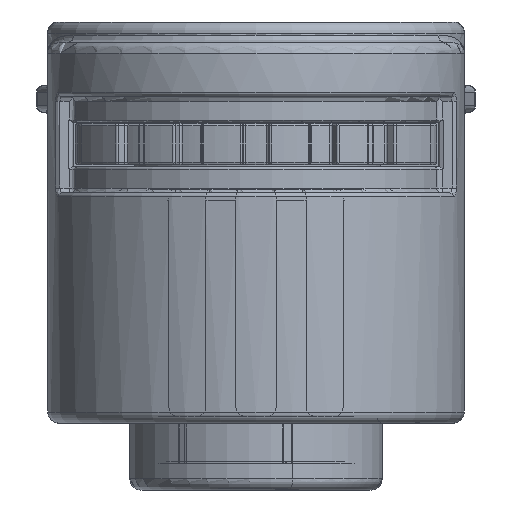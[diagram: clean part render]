
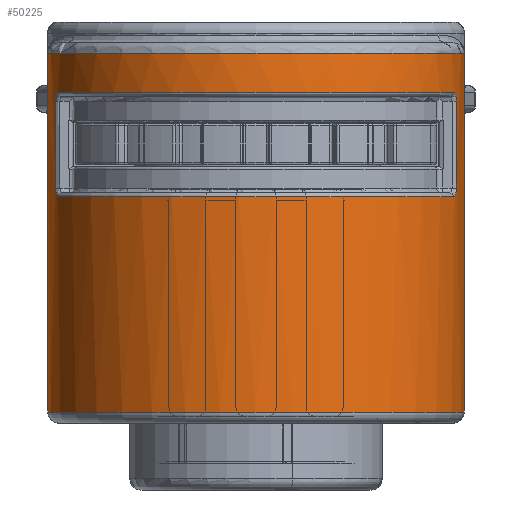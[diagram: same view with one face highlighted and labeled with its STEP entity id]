
A CAD part, front view. The second image highlights one B-rep face of the part: STEP entity #50225.
In plain terms, the highlighted cylindrical face has radius 9.35 mm (diameter 18.7 mm), a partial arc.
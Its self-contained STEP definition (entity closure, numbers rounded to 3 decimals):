
#43292=AXIS2_PLACEMENT_3D('Circle Axis2P3D',#43290,#43291,$) ;
#47461=AXIS2_PLACEMENT_3D('Circle Axis2P3D',#47459,#47460,$) ;
#48778=AXIS2_PLACEMENT_3D('Circle Axis2P3D',#48776,#48777,$) ;
#49237=AXIS2_PLACEMENT_3D('Circle Axis2P3D',#49235,#49236,$) ;
#50199=AXIS2_PLACEMENT_3D('Cylinder Axis2P3D',#50196,#50197,#50198) ;
#43269=CARTESIAN_POINT('Vertex',(19.2,11.523,3.5)) ;
#43290=CARTESIAN_POINT('Axis2P3D Location',(9.85,11.523,3.5)) ;
#43294=CARTESIAN_POINT('Vertex',(0.5,11.523,3.5)) ;
#44242=CARTESIAN_POINT('Vertex',(19.2,11.523,17.201)) ;
#44245=CARTESIAN_POINT('Line Origine',(19.2,11.523,10.351)) ;
#44359=CARTESIAN_POINT('Line Origine',(0.5,11.523,10.351)) ;
#44363=CARTESIAN_POINT('Vertex',(0.5,11.523,17.201)) ;
#45032=CARTESIAN_POINT('Vertex',(0.5,11.523,17.899)) ;
#45035=CARTESIAN_POINT('Line Origine',(0.5,11.523,18.749)) ;
#45039=CARTESIAN_POINT('Vertex',(0.5,11.523,19.6)) ;
#45231=CARTESIAN_POINT('Vertex',(19.2,11.523,19.6)) ;
#45234=CARTESIAN_POINT('Line Origine',(19.2,11.523,18.749)) ;
#45238=CARTESIAN_POINT('Vertex',(19.2,11.523,17.899)) ;
#47039=CARTESIAN_POINT('Control Point',(19.201,11.523,17.25)) ;
#47040=CARTESIAN_POINT('Control Point',(19.201,11.523,17.234)) ;
#47041=CARTESIAN_POINT('Control Point',(19.2,11.523,17.218)) ;
#47042=CARTESIAN_POINT('Control Point',(19.2,11.523,17.201)) ;
#47043=CARTESIAN_POINT('Vertex',(19.201,11.523,17.25)) ;
#47123=CARTESIAN_POINT('Control Point',(0.499,11.523,17.25)) ;
#47124=CARTESIAN_POINT('Control Point',(0.499,11.523,17.234)) ;
#47125=CARTESIAN_POINT('Control Point',(0.5,11.523,17.218)) ;
#47126=CARTESIAN_POINT('Control Point',(0.5,11.523,17.201)) ;
#47127=CARTESIAN_POINT('Vertex',(0.499,11.523,17.25)) ;
#47377=CARTESIAN_POINT('Control Point',(0.5,11.523,17.899)) ;
#47378=CARTESIAN_POINT('Control Point',(0.5,11.523,17.882)) ;
#47379=CARTESIAN_POINT('Control Point',(0.499,11.523,17.866)) ;
#47380=CARTESIAN_POINT('Control Point',(0.499,11.523,17.85)) ;
#47381=CARTESIAN_POINT('Vertex',(0.5,11.523,17.85)) ;
#47459=CARTESIAN_POINT('Axis2P3D Location',(9.85,11.523,19.6)) ;
#47820=CARTESIAN_POINT('Control Point',(19.2,11.523,17.899)) ;
#47821=CARTESIAN_POINT('Control Point',(19.2,11.523,17.882)) ;
#47822=CARTESIAN_POINT('Control Point',(19.201,11.523,17.866)) ;
#47823=CARTESIAN_POINT('Control Point',(19.201,11.523,17.85)) ;
#47824=CARTESIAN_POINT('Vertex',(19.201,11.523,17.85)) ;
#47945=CARTESIAN_POINT('Line Origine',(19.201,11.523,4.5)) ;
#47974=CARTESIAN_POINT('Line Origine',(0.499,11.523,4.5)) ;
#48728=CARTESIAN_POINT('Vertex',(18.718,8.56,13.15)) ;
#48732=CARTESIAN_POINT('Control Point',(18.844,8.968,13.55)) ;
#48733=CARTESIAN_POINT('Control Point',(18.844,8.968,13.442)) ;
#48734=CARTESIAN_POINT('Control Point',(18.818,8.874,13.231)) ;
#48735=CARTESIAN_POINT('Control Point',(18.753,8.663,13.15)) ;
#48736=CARTESIAN_POINT('Control Point',(18.718,8.56,13.15)) ;
#48737=CARTESIAN_POINT('Vertex',(18.844,8.968,13.55)) ;
#48773=CARTESIAN_POINT('Vertex',(0.982,8.56,13.15)) ;
#48776=CARTESIAN_POINT('Axis2P3D Location',(9.85,11.523,13.15)) ;
#48799=CARTESIAN_POINT('Line Origine',(18.844,8.968,4.5)) ;
#48803=CARTESIAN_POINT('Vertex',(18.844,8.968,17.45)) ;
#48882=CARTESIAN_POINT('Vertex',(0.856,8.968,13.55)) ;
#48886=CARTESIAN_POINT('Control Point',(0.982,8.56,13.15)) ;
#48887=CARTESIAN_POINT('Control Point',(0.947,8.663,13.15)) ;
#48888=CARTESIAN_POINT('Control Point',(0.882,8.874,13.231)) ;
#48889=CARTESIAN_POINT('Control Point',(0.856,8.969,13.442)) ;
#48890=CARTESIAN_POINT('Control Point',(0.856,8.968,13.55)) ;
#49001=CARTESIAN_POINT('Vertex',(18.718,8.56,17.85)) ;
#49014=CARTESIAN_POINT('Control Point',(18.718,8.56,17.85)) ;
#49015=CARTESIAN_POINT('Control Point',(18.753,8.663,17.85)) ;
#49016=CARTESIAN_POINT('Control Point',(18.818,8.874,17.769)) ;
#49017=CARTESIAN_POINT('Control Point',(18.844,8.969,17.558)) ;
#49018=CARTESIAN_POINT('Control Point',(18.844,8.968,17.45)) ;
#49125=CARTESIAN_POINT('Vertex',(0.856,8.968,17.45)) ;
#49130=CARTESIAN_POINT('Line Origine',(0.856,8.968,4.5)) ;
#49225=CARTESIAN_POINT('Vertex',(0.982,8.56,17.85)) ;
#49235=CARTESIAN_POINT('Axis2P3D Location',(9.85,11.523,17.85)) ;
#49490=CARTESIAN_POINT('Control Point',(0.856,8.968,17.45)) ;
#49491=CARTESIAN_POINT('Control Point',(0.856,8.968,17.558)) ;
#49492=CARTESIAN_POINT('Control Point',(0.882,8.874,17.769)) ;
#49493=CARTESIAN_POINT('Control Point',(0.947,8.663,17.85)) ;
#49494=CARTESIAN_POINT('Control Point',(0.982,8.56,17.85)) ;
#50196=CARTESIAN_POINT('Axis2P3D Location',(9.85,11.523,13.)) ;
#43291=DIRECTION('Axis2P3D Direction',(0.,0.,-1.)) ;
#44246=DIRECTION('Vector Direction',(0.,0.,1.)) ;
#44360=DIRECTION('Vector Direction',(0.,0.,1.)) ;
#45036=DIRECTION('Vector Direction',(0.,0.,1.)) ;
#45235=DIRECTION('Vector Direction',(0.,0.,1.)) ;
#47460=DIRECTION('Axis2P3D Direction',(0.,0.,1.)) ;
#47946=DIRECTION('Vector Direction',(0.,0.,1.)) ;
#47975=DIRECTION('Vector Direction',(0.,0.,1.)) ;
#48777=DIRECTION('Axis2P3D Direction',(0.,0.,1.)) ;
#48800=DIRECTION('Vector Direction',(0.,0.,1.)) ;
#49131=DIRECTION('Vector Direction',(0.,0.,1.)) ;
#49236=DIRECTION('Axis2P3D Direction',(0.,0.,1.)) ;
#50197=DIRECTION('Axis2P3D Direction',(0.,0.,-1.)) ;
#50198=DIRECTION('Axis2P3D XDirection',(1.,0.,0.)) ;
#44247=VECTOR('Line Direction',#44246,1.) ;
#44361=VECTOR('Line Direction',#44360,1.) ;
#45037=VECTOR('Line Direction',#45036,1.) ;
#45236=VECTOR('Line Direction',#45235,1.) ;
#47947=VECTOR('Line Direction',#47946,1.) ;
#47976=VECTOR('Line Direction',#47975,1.) ;
#48801=VECTOR('Line Direction',#48800,1.) ;
#49132=VECTOR('Line Direction',#49131,1.) ;
#50202=ORIENTED_EDGE('',*,*,#44365,.F.) ;
#50203=ORIENTED_EDGE('',*,*,#43296,.T.) ;
#50204=ORIENTED_EDGE('',*,*,#44249,.T.) ;
#50205=ORIENTED_EDGE('',*,*,#47045,.F.) ;
#50206=ORIENTED_EDGE('',*,*,#47949,.T.) ;
#50207=ORIENTED_EDGE('',*,*,#47826,.F.) ;
#50208=ORIENTED_EDGE('',*,*,#45240,.T.) ;
#50209=ORIENTED_EDGE('',*,*,#47463,.T.) ;
#50210=ORIENTED_EDGE('',*,*,#45041,.F.) ;
#50211=ORIENTED_EDGE('',*,*,#47383,.T.) ;
#50212=ORIENTED_EDGE('',*,*,#47978,.F.) ;
#50213=ORIENTED_EDGE('',*,*,#47129,.T.) ;
#50216=ORIENTED_EDGE('',*,*,#48891,.F.) ;
#50217=ORIENTED_EDGE('',*,*,#49134,.T.) ;
#50218=ORIENTED_EDGE('',*,*,#49495,.F.) ;
#50219=ORIENTED_EDGE('',*,*,#49239,.T.) ;
#50220=ORIENTED_EDGE('',*,*,#49019,.F.) ;
#50221=ORIENTED_EDGE('',*,*,#48805,.T.) ;
#50222=ORIENTED_EDGE('',*,*,#48739,.F.) ;
#50223=ORIENTED_EDGE('',*,*,#48780,.T.) ;
#50224=FACE_BOUND('',#50215,.T.) ;
#50225=ADVANCED_FACE('Hauptk\X2\00F6\X0\rper',(#50214,#50224),#50200,.T.) ;
#47038=B_SPLINE_CURVE_WITH_KNOTS('',3,(#47039,#47040,#47041,#47042),.UNSPECIFIED.,.F.,.U.,(4,4),(0.,0.068),.UNSPECIFIED.) ;
#47122=B_SPLINE_CURVE_WITH_KNOTS('',3,(#47123,#47124,#47125,#47126),.UNSPECIFIED.,.F.,.U.,(4,4),(0.,0.068),.UNSPECIFIED.) ;
#47376=B_SPLINE_CURVE_WITH_KNOTS('',3,(#47377,#47378,#47379,#47380),.UNSPECIFIED.,.F.,.U.,(4,4),(0.,0.068),.UNSPECIFIED.) ;
#47819=B_SPLINE_CURVE_WITH_KNOTS('',3,(#47820,#47821,#47822,#47823),.UNSPECIFIED.,.F.,.U.,(4,4),(0.,0.068),.UNSPECIFIED.) ;
#43293=CIRCLE('generated circle',#43292,9.35) ;
#47462=CIRCLE('generated circle',#47461,9.35) ;
#48779=CIRCLE('generated circle',#48778,9.35) ;
#49238=CIRCLE('generated circle',#49237,9.35) ;
#50200=CYLINDRICAL_SURFACE('generated cylinder',#50199,9.35) ;
#43296=EDGE_CURVE('',#43295,#43270,#43293,.F.) ;
#44249=EDGE_CURVE('',#43270,#44243,#44248,.T.) ;
#44365=EDGE_CURVE('',#43295,#44364,#44362,.T.) ;
#45041=EDGE_CURVE('',#45033,#45040,#45038,.T.) ;
#45240=EDGE_CURVE('',#45239,#45232,#45237,.T.) ;
#47045=EDGE_CURVE('',#47044,#44243,#47038,.T.) ;
#47129=EDGE_CURVE('',#47128,#44364,#47122,.T.) ;
#47383=EDGE_CURVE('',#45033,#47382,#47376,.T.) ;
#47463=EDGE_CURVE('',#45232,#45040,#47462,.F.) ;
#47826=EDGE_CURVE('',#45239,#47825,#47819,.T.) ;
#47949=EDGE_CURVE('',#47044,#47825,#47948,.T.) ;
#47978=EDGE_CURVE('',#47128,#47382,#47977,.T.) ;
#48739=EDGE_CURVE('',#48729,#48738,#48731,.F.) ;
#48780=EDGE_CURVE('',#48729,#48774,#48779,.F.) ;
#48805=EDGE_CURVE('',#48804,#48738,#48802,.F.) ;
#48891=EDGE_CURVE('',#48883,#48774,#48885,.F.) ;
#49019=EDGE_CURVE('',#48804,#49002,#49013,.F.) ;
#49134=EDGE_CURVE('',#48883,#49126,#49133,.T.) ;
#49239=EDGE_CURVE('',#49226,#49002,#49238,.T.) ;
#49495=EDGE_CURVE('',#49226,#49126,#49489,.F.) ;
#50201=EDGE_LOOP('',(#50202,#50203,#50204,#50205,#50206,#50207,#50208,#50209,#50210,#50211,#50212,#50213)) ;
#50215=EDGE_LOOP('',(#50216,#50217,#50218,#50219,#50220,#50221,#50222,#50223)) ;
#50214=FACE_OUTER_BOUND('',#50201,.T.) ;
#44248=LINE('Line',#44245,#44247) ;
#44362=LINE('Line',#44359,#44361) ;
#45038=LINE('Line',#45035,#45037) ;
#45237=LINE('Line',#45234,#45236) ;
#47948=LINE('Line',#47945,#47947) ;
#47977=LINE('Line',#47974,#47976) ;
#48802=LINE('Line',#48799,#48801) ;
#49133=LINE('Line',#49130,#49132) ;
#43270=VERTEX_POINT('',#43269) ;
#43295=VERTEX_POINT('',#43294) ;
#44243=VERTEX_POINT('',#44242) ;
#44364=VERTEX_POINT('',#44363) ;
#45033=VERTEX_POINT('',#45032) ;
#45040=VERTEX_POINT('',#45039) ;
#45232=VERTEX_POINT('',#45231) ;
#45239=VERTEX_POINT('',#45238) ;
#47044=VERTEX_POINT('',#47043) ;
#47128=VERTEX_POINT('',#47127) ;
#47382=VERTEX_POINT('',#47381) ;
#47825=VERTEX_POINT('',#47824) ;
#48729=VERTEX_POINT('',#48728) ;
#48738=VERTEX_POINT('',#48737) ;
#48774=VERTEX_POINT('',#48773) ;
#48804=VERTEX_POINT('',#48803) ;
#48883=VERTEX_POINT('',#48882) ;
#49002=VERTEX_POINT('',#49001) ;
#49126=VERTEX_POINT('',#49125) ;
#49226=VERTEX_POINT('',#49225) ;
#48731=(BOUNDED_CURVE()B_SPLINE_CURVE(3,(#48732,#48733,#48734,#48735,#48736),.UNSPECIFIED.,.F.,.U.)B_SPLINE_CURVE_WITH_KNOTS((4,1,4),(0.,0.238,0.475),.UNSPECIFIED.)CURVE()GEOMETRIC_REPRESENTATION_ITEM()RATIONAL_B_SPLINE_CURVE((1.,1.,1.,1.,1.))REPRESENTATION_ITEM('')) ;
#48885=(BOUNDED_CURVE()B_SPLINE_CURVE(3,(#48886,#48887,#48888,#48889,#48890),.UNSPECIFIED.,.F.,.U.)B_SPLINE_CURVE_WITH_KNOTS((4,1,4),(0.,0.238,0.476),.UNSPECIFIED.)CURVE()GEOMETRIC_REPRESENTATION_ITEM()RATIONAL_B_SPLINE_CURVE((1.,1.,1.,1.,1.))REPRESENTATION_ITEM('')) ;
#49013=(BOUNDED_CURVE()B_SPLINE_CURVE(3,(#49014,#49015,#49016,#49017,#49018),.UNSPECIFIED.,.F.,.U.)B_SPLINE_CURVE_WITH_KNOTS((4,1,4),(0.,0.238,0.476),.UNSPECIFIED.)CURVE()GEOMETRIC_REPRESENTATION_ITEM()RATIONAL_B_SPLINE_CURVE((1.,1.,1.,1.,1.))REPRESENTATION_ITEM('')) ;
#49489=(BOUNDED_CURVE()B_SPLINE_CURVE(3,(#49490,#49491,#49492,#49493,#49494),.UNSPECIFIED.,.F.,.U.)B_SPLINE_CURVE_WITH_KNOTS((4,1,4),(0.,0.238,0.475),.UNSPECIFIED.)CURVE()GEOMETRIC_REPRESENTATION_ITEM()RATIONAL_B_SPLINE_CURVE((1.,1.,1.,1.,1.))REPRESENTATION_ITEM('')) ;
